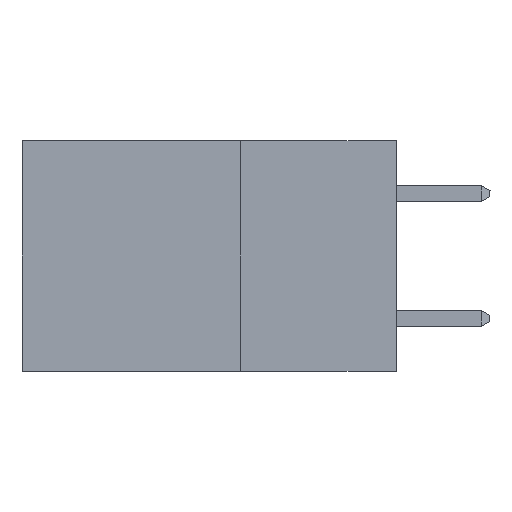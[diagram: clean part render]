
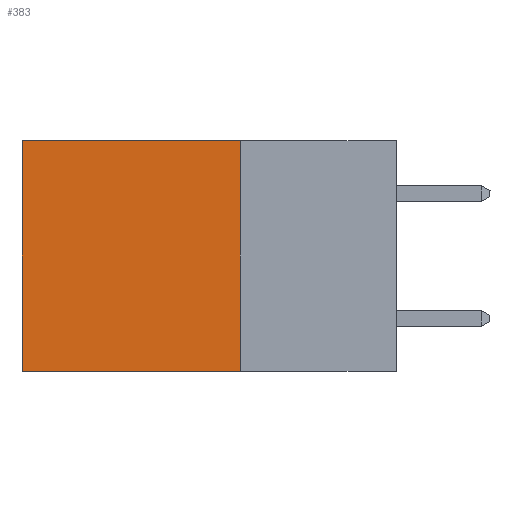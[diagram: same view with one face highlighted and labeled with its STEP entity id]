
A CAD part, left-side view. The second image highlights one B-rep face of the part: STEP entity #383.
In plain terms, the highlighted planar face has unit normal (-1, 0, 0).
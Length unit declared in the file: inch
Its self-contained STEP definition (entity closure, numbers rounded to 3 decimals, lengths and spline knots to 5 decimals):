
#259 = EDGE_CURVE ( 'NONE', #9605, #260, #2447, .T. ) ;
#260 = VERTEX_POINT ( 'NONE', #11012 ) ;
#383 = ADVANCED_FACE ( 'NONE', ( #6342 ), #11761, .F. ) ;
#672 = LINE ( 'NONE', #11108, #3206 ) ;
#1476 = ORIENTED_EDGE ( 'NONE', *, *, #4862, .T. ) ;
#1646 = CARTESIAN_POINT ( 'NONE',  ( 0.298, 0.25, 0. ) ) ;
#2254 = CARTESIAN_POINT ( 'NONE',  ( 0.298, 0.25, 0. ) ) ;
#2283 = CARTESIAN_POINT ( 'NONE',  ( 0.298, 0.6, 0. ) ) ;
#2447 = LINE ( 'NONE', #1646, #10272 ) ;
#3120 = LINE ( 'NONE', #2283, #8593 ) ;
#3121 = DIRECTION ( 'NONE',  ( 0., 0., -1. ) ) ;
#3206 = VECTOR ( 'NONE', #8198, 39.37008 ) ;
#3207 = CARTESIAN_POINT ( 'NONE',  ( 0.298, 0.25, 0. ) ) ;
#3457 = EDGE_LOOP ( 'NONE', ( #1476, #12280, #7666, #10319 ) ) ;
#4862 = EDGE_CURVE ( 'NONE', #260, #7694, #3120, .T. ) ;
#5719 = CARTESIAN_POINT ( 'NONE',  ( 0.298, 0.25, -0.37 ) ) ;
#6316 = VECTOR ( 'NONE', #3121, 39.37008 ) ;
#6342 = FACE_OUTER_BOUND ( 'NONE', #3457, .T. ) ;
#6813 = DIRECTION ( 'NONE',  ( 0., 0., -1. ) ) ;
#6828 = DIRECTION ( 'NONE',  ( 1., 0., 0. ) ) ;
#6838 = VERTEX_POINT ( 'NONE', #5719 ) ;
#7666 = ORIENTED_EDGE ( 'NONE', *, *, #11425, .F. ) ;
#7694 = VERTEX_POINT ( 'NONE', #13038 ) ;
#7719 = EDGE_CURVE ( 'NONE', #6838, #7694, #672, .T. ) ;
#8198 = DIRECTION ( 'NONE',  ( 0., 1., 0. ) ) ;
#8254 = AXIS2_PLACEMENT_3D ( 'NONE', #3207, #6828, #6813 ) ;
#8574 = DIRECTION ( 'NONE',  ( 0., 0., -1. ) ) ;
#8593 = VECTOR ( 'NONE', #8574, 39.37008 ) ;
#9263 = CARTESIAN_POINT ( 'NONE',  ( 0.298, 0.25, 0. ) ) ;
#9605 = VERTEX_POINT ( 'NONE', #2254 ) ;
#10272 = VECTOR ( 'NONE', #12869, 39.37008 ) ;
#10319 = ORIENTED_EDGE ( 'NONE', *, *, #259, .T. ) ;
#11012 = CARTESIAN_POINT ( 'NONE',  ( 0.298, 0.6, 0. ) ) ;
#11108 = CARTESIAN_POINT ( 'NONE',  ( 0.298, 0.25, -0.37 ) ) ;
#11274 = LINE ( 'NONE', #9263, #6316 ) ;
#11425 = EDGE_CURVE ( 'NONE', #9605, #6838, #11274, .T. ) ;
#11761 = PLANE ( 'NONE',  #8254 ) ;
#12280 = ORIENTED_EDGE ( 'NONE', *, *, #7719, .F. ) ;
#12869 = DIRECTION ( 'NONE',  ( 0., 1., 0. ) ) ;
#13038 = CARTESIAN_POINT ( 'NONE',  ( 0.298, 0.6, -0.37 ) ) ;
